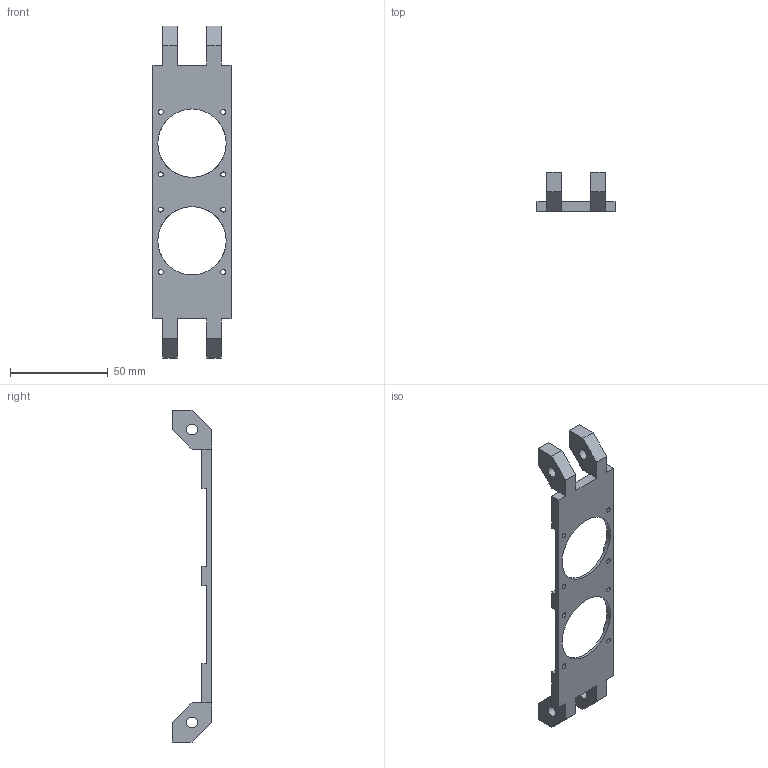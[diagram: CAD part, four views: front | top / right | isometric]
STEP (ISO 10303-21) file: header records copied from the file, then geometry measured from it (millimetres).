
FILE_DESCRIPTION(/* description */ (''),/* implementation_level */ '2;1');
FILE_NAME(/* name */ 'SKR1.4 Turbo Case Back.stp',/* time_stamp */ '2021-10-27T13:13:44+01:00',/* author */ ('alexr'),/* organization */ (''),/* preprocessor_version */ 'ST-DEVELOPER v18.1',/* originating_system */ 'Autodesk Inventor 2021',/* authorisation */ '');
FILE_SCHEMA (('AUTOMOTIVE_DESIGN { 1 0 10303 214 3 1 1 }'));
Length unit declared in the file: millimetre
Products named in the file (1): Prod05.3.3 - SKR1.4 Turbo Case Back 2
Bounding box: 40 x 20 x 170 mm (x, y, z)
Volume: 16087.4 mm3; surface area: 13456.1 mm2
Topology: 1 solids, 1 shells, 120 faces, 326 edges, 208 vertices
Faces by surface type: plane 98, cylinder 22
Full cylindrical faces by diameter (mm): 2.5 x8, 5.5 x4, 35 x2
Entity records: 3815 total; most frequent: CARTESIAN_POINT 655, ORIENTED_EDGE 652, DIRECTION 620, EDGE_CURVE 326, LINE 274, VECTOR 274, VERTEX_POINT 208, AXIS2_PLACEMENT_3D 173
